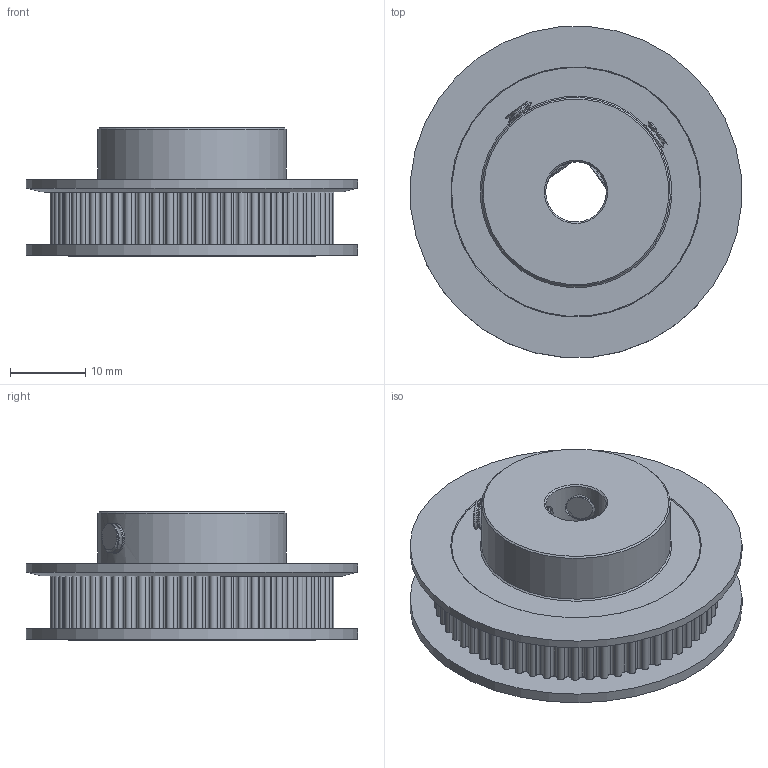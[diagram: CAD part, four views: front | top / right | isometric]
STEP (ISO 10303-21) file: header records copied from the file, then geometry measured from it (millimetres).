
FILE_DESCRIPTION(/* description */ (''),/* implementation_level */ '2;1');
FILE_NAME(/* name */ 'f680005c-a188-41f7-94e8-a560d3bbb0ec.stp',/* time_stamp */ '2018-01-17T09:55:35+00:00',/* author */ (''),/* organization */ (''),/* preprocessor_version */ 'ST-DEVELOPER v16.13',/* originating_system */ 'Autodesk Translation Framework v6.5.0.72',/* authorisation */ '');
FILE_SCHEMA (('AUTOMOTIVE_DESIGN { 1 0 10303 214 3 1 1 }'));
Length unit declared in the file: millimetre
Products named in the file (1): 60-GT2 8mm bore 6mm belt
Bounding box: 43.87 x 43.87 x 17 mm (x, y, z)
Volume: 14565.7 mm3; surface area: 6922.5 mm2
Topology: 3 solids, 3 shells, 400 faces, 1155 edges, 766 vertices
Faces by surface type: cylinder 138, plane 132, bspline 124, cone 6
Full cylindrical faces by diameter (mm): 3.111 x32, 3.908 x30, 4 x2, 8 x1, 25 x1, 33 x1, 33.01 x1, 44 x2
Entity records: 19066 total; most frequent: CARTESIAN_POINT 9466, ORIENTED_EDGE 2310, DIRECTION 1483, EDGE_CURVE 1155, VERTEX_POINT 766, LINE 621, VECTOR 621, AXIS2_PLACEMENT_3D 431
